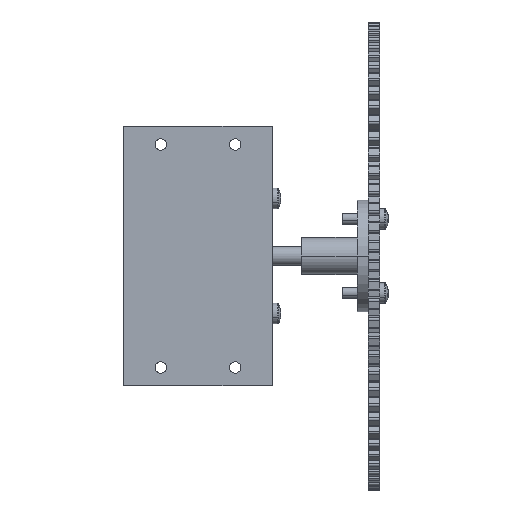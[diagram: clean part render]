
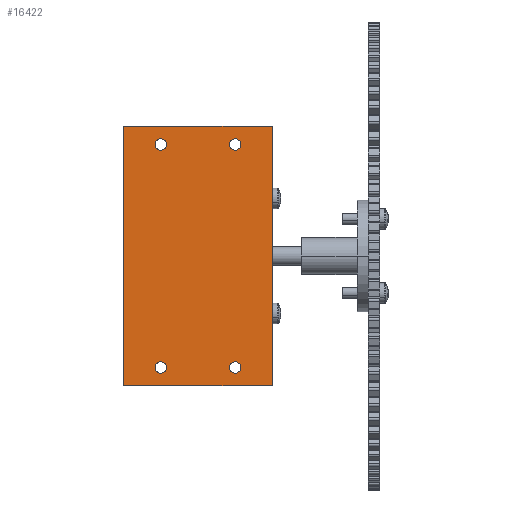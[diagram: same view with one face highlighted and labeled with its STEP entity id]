
A CAD part, front view. The second image highlights one B-rep face of the part: STEP entity #16422.
In plain terms, the highlighted planar face has unit normal (0, -1, 0).
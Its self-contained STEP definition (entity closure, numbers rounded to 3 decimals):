
#111 = EDGE_LOOP ( 'NONE', ( #14606, #12115 ) ) ;
#119 = CARTESIAN_POINT ( 'NONE',  ( 0., 0., -70. ) ) ;
#527 = CARTESIAN_POINT ( 'NONE',  ( 0., 0., 0. ) ) ;
#630 = CARTESIAN_POINT ( 'NONE',  ( 0., 0., -70. ) ) ;
#688 = VERTEX_POINT ( 'NONE', #11959 ) ;
#1211 = DIRECTION ( 'NONE',  ( 0., 1., 0. ) ) ;
#1662 = EDGE_CURVE ( 'NONE', #10080, #20647, #11481, .T. ) ;
#1663 = ORIENTED_EDGE ( 'NONE', *, *, #22537, .F. ) ;
#1900 = DIRECTION ( 'NONE',  ( 1., 0., 0. ) ) ;
#1930 = CARTESIAN_POINT ( 'NONE',  ( 30., 0., -63.45 ) ) ;
#1987 = DIRECTION ( 'NONE',  ( 0., 0., -1. ) ) ;
#1997 = ORIENTED_EDGE ( 'NONE', *, *, #12036, .F. ) ;
#2851 = CIRCLE ( 'NONE', #14562, 1.55 ) ;
#3069 = DIRECTION ( 'NONE',  ( 0., 0., -1. ) ) ;
#3101 = CARTESIAN_POINT ( 'NONE',  ( 10., 0., -5. ) ) ;
#3231 = VERTEX_POINT ( 'NONE', #1930 ) ;
#3356 = FACE_BOUND ( 'NONE', #18686, .T. ) ;
#3838 = EDGE_CURVE ( 'NONE', #12933, #688, #13418, .T. ) ;
#4063 = EDGE_CURVE ( 'NONE', #11600, #13081, #5871, .T. ) ;
#4284 = CARTESIAN_POINT ( 'NONE',  ( 0., 0., 0. ) ) ;
#4295 = DIRECTION ( 'NONE',  ( 0., 0., -1. ) ) ;
#4545 = EDGE_CURVE ( 'NONE', #688, #12933, #2851, .T. ) ;
#4918 = VECTOR ( 'NONE', #1900, 1000. ) ;
#4938 = CARTESIAN_POINT ( 'NONE',  ( 30., 0., -6.55 ) ) ;
#5161 = DIRECTION ( 'NONE',  ( 0., 1., 0. ) ) ;
#5249 = ORIENTED_EDGE ( 'NONE', *, *, #4063, .T. ) ;
#5264 = CARTESIAN_POINT ( 'NONE',  ( 30., 0., -65. ) ) ;
#5362 = PLANE ( 'NONE',  #11817 ) ;
#5369 = EDGE_CURVE ( 'NONE', #3231, #8517, #16675, .T. ) ;
#5371 = DIRECTION ( 'NONE',  ( 0., 0., -1. ) ) ;
#5375 = DIRECTION ( 'NONE',  ( 0., 1., 0. ) ) ;
#5520 = CARTESIAN_POINT ( 'NONE',  ( 30., 0., -3.45 ) ) ;
#5609 = DIRECTION ( 'NONE',  ( 0., 0., 1. ) ) ;
#5860 = ORIENTED_EDGE ( 'NONE', *, *, #1662, .T. ) ;
#5871 = CIRCLE ( 'NONE', #16089, 1.55 ) ;
#6118 = CARTESIAN_POINT ( 'NONE',  ( 10., 0., -6.55 ) ) ;
#6241 = VERTEX_POINT ( 'NONE', #4284 ) ;
#6260 = DIRECTION ( 'NONE',  ( 0., 0., 1. ) ) ;
#6509 = ORIENTED_EDGE ( 'NONE', *, *, #11019, .T. ) ;
#6562 = EDGE_CURVE ( 'NONE', #6241, #13985, #14447, .T. ) ;
#6675 = ORIENTED_EDGE ( 'NONE', *, *, #21965, .F. ) ;
#6725 = CARTESIAN_POINT ( 'NONE',  ( 30., 0., -65. ) ) ;
#7346 = CARTESIAN_POINT ( 'NONE',  ( 0., 0., 0. ) ) ;
#7833 = CARTESIAN_POINT ( 'NONE',  ( 40., 0., -70. ) ) ;
#7919 = VECTOR ( 'NONE', #14616, 1000. ) ;
#8517 = VERTEX_POINT ( 'NONE', #21389 ) ;
#8686 = EDGE_LOOP ( 'NONE', ( #20256, #19251 ) ) ;
#8787 = FACE_BOUND ( 'NONE', #8686, .T. ) ;
#9070 = CARTESIAN_POINT ( 'NONE',  ( 30., 0., -5. ) ) ;
#9560 = AXIS2_PLACEMENT_3D ( 'NONE', #9070, #16308, #1987 ) ;
#9937 = EDGE_CURVE ( 'NONE', #13081, #11600, #11828, .T. ) ;
#10080 = VERTEX_POINT ( 'NONE', #6118 ) ;
#10162 = CARTESIAN_POINT ( 'NONE',  ( 10., 0., -65. ) ) ;
#10178 = AXIS2_PLACEMENT_3D ( 'NONE', #5264, #5375, #10927 ) ;
#10227 = EDGE_LOOP ( 'NONE', ( #21073, #5249 ) ) ;
#10457 = FACE_OUTER_BOUND ( 'NONE', #19004, .T. ) ;
#10565 = CARTESIAN_POINT ( 'NONE',  ( 0., 0., 0. ) ) ;
#10735 = AXIS2_PLACEMENT_3D ( 'NONE', #19700, #5161, #5609 ) ;
#10859 = VERTEX_POINT ( 'NONE', #630 ) ;
#10874 = LINE ( 'NONE', #119, #22638 ) ;
#10927 = DIRECTION ( 'NONE',  ( 0., 0., 1. ) ) ;
#11019 = EDGE_CURVE ( 'NONE', #20647, #10080, #14919, .T. ) ;
#11070 = CARTESIAN_POINT ( 'NONE',  ( 30., 0., -5. ) ) ;
#11481 = CIRCLE ( 'NONE', #10735, 1.55 ) ;
#11600 = VERTEX_POINT ( 'NONE', #5520 ) ;
#11817 = AXIS2_PLACEMENT_3D ( 'NONE', #10565, #17783, #16036 ) ;
#11828 = CIRCLE ( 'NONE', #9560, 1.55 ) ;
#11959 = CARTESIAN_POINT ( 'NONE',  ( 10., 0., -66.55 ) ) ;
#12036 = EDGE_CURVE ( 'NONE', #13985, #22467, #21578, .T. ) ;
#12115 = ORIENTED_EDGE ( 'NONE', *, *, #5369, .T. ) ;
#12237 = FACE_BOUND ( 'NONE', #111, .T. ) ;
#12610 = VECTOR ( 'NONE', #5371, 1000. ) ;
#12657 = AXIS2_PLACEMENT_3D ( 'NONE', #3101, #1211, #13879 ) ;
#12933 = VERTEX_POINT ( 'NONE', #20561 ) ;
#13081 = VERTEX_POINT ( 'NONE', #4938 ) ;
#13089 = DIRECTION ( 'NONE',  ( 0., 0., -1. ) ) ;
#13274 = DIRECTION ( 'NONE',  ( 0., 1., 0. ) ) ;
#13418 = CIRCLE ( 'NONE', #16066, 1.55 ) ;
#13578 = DIRECTION ( 'NONE',  ( 0., 1., 0. ) ) ;
#13879 = DIRECTION ( 'NONE',  ( 0., 0., 1. ) ) ;
#13985 = VERTEX_POINT ( 'NONE', #15871 ) ;
#14447 = LINE ( 'NONE', #7346, #4918 ) ;
#14562 = AXIS2_PLACEMENT_3D ( 'NONE', #18487, #13274, #4295 ) ;
#14606 = ORIENTED_EDGE ( 'NONE', *, *, #22374, .T. ) ;
#14616 = DIRECTION ( 'NONE',  ( 0., 0., 1. ) ) ;
#14919 = CIRCLE ( 'NONE', #12657, 1.55 ) ;
#15871 = CARTESIAN_POINT ( 'NONE',  ( 40., 0., 0. ) ) ;
#16036 = DIRECTION ( 'NONE',  ( 0., 0., -1. ) ) ;
#16066 = AXIS2_PLACEMENT_3D ( 'NONE', #10162, #17393, #3069 ) ;
#16089 = AXIS2_PLACEMENT_3D ( 'NONE', #11070, #22655, #13089 ) ;
#16308 = DIRECTION ( 'NONE',  ( 0., 1., 0. ) ) ;
#16316 = DIRECTION ( 'NONE',  ( -1., 0., 0. ) ) ;
#16422 = ADVANCED_FACE ( 'NONE', ( #12237, #3356, #10457, #17676, #8787 ), #5362, .T. ) ;
#16675 = CIRCLE ( 'NONE', #20060, 1.55 ) ;
#16718 = LINE ( 'NONE', #527, #7919 ) ;
#17393 = DIRECTION ( 'NONE',  ( 0., 1., 0. ) ) ;
#17676 = FACE_BOUND ( 'NONE', #10227, .T. ) ;
#17783 = DIRECTION ( 'NONE',  ( 0., -1., 0. ) ) ;
#18487 = CARTESIAN_POINT ( 'NONE',  ( 10., 0., -65. ) ) ;
#18686 = EDGE_LOOP ( 'NONE', ( #5860, #6509 ) ) ;
#19004 = EDGE_LOOP ( 'NONE', ( #1663, #6675, #1997, #20765 ) ) ;
#19251 = ORIENTED_EDGE ( 'NONE', *, *, #3838, .T. ) ;
#19700 = CARTESIAN_POINT ( 'NONE',  ( 10., 0., -5. ) ) ;
#19813 = CARTESIAN_POINT ( 'NONE',  ( 40., 0., 0. ) ) ;
#19818 = CARTESIAN_POINT ( 'NONE',  ( 10., 0., -3.45 ) ) ;
#20060 = AXIS2_PLACEMENT_3D ( 'NONE', #6725, #13578, #6260 ) ;
#20256 = ORIENTED_EDGE ( 'NONE', *, *, #4545, .T. ) ;
#20368 = CIRCLE ( 'NONE', #10178, 1.55 ) ;
#20561 = CARTESIAN_POINT ( 'NONE',  ( 10., 0., -63.45 ) ) ;
#20647 = VERTEX_POINT ( 'NONE', #19818 ) ;
#20765 = ORIENTED_EDGE ( 'NONE', *, *, #6562, .F. ) ;
#21073 = ORIENTED_EDGE ( 'NONE', *, *, #9937, .T. ) ;
#21389 = CARTESIAN_POINT ( 'NONE',  ( 30., 0., -66.55 ) ) ;
#21578 = LINE ( 'NONE', #19813, #12610 ) ;
#21965 = EDGE_CURVE ( 'NONE', #22467, #10859, #10874, .T. ) ;
#22374 = EDGE_CURVE ( 'NONE', #8517, #3231, #20368, .T. ) ;
#22467 = VERTEX_POINT ( 'NONE', #7833 ) ;
#22537 = EDGE_CURVE ( 'NONE', #10859, #6241, #16718, .T. ) ;
#22638 = VECTOR ( 'NONE', #16316, 1000. ) ;
#22655 = DIRECTION ( 'NONE',  ( 0., 1., 0. ) ) ;
